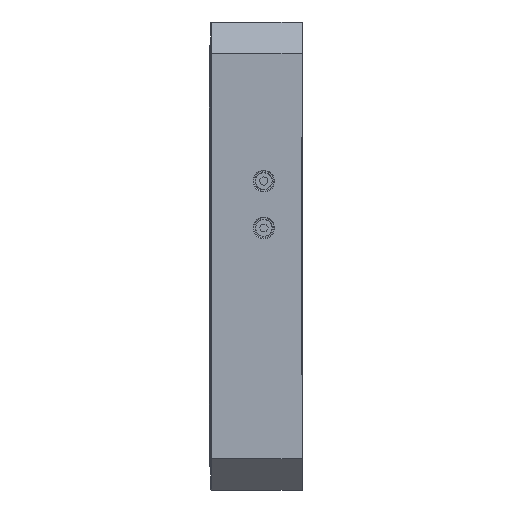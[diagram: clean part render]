
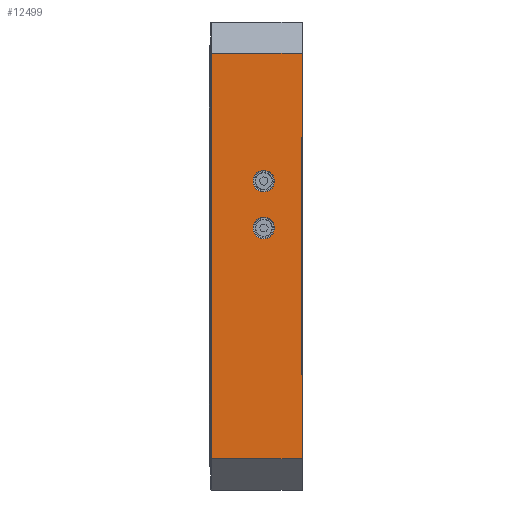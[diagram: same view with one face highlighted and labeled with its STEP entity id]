
A CAD part, left-side view. The second image highlights one B-rep face of the part: STEP entity #12499.
In plain terms, the highlighted planar face has unit normal (-1, 0, 0).
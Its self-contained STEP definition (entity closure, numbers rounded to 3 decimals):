
#291 = CARTESIAN_POINT ( 'NONE',  ( -75., 0.2, -75. ) ) ;
#519 = EDGE_CURVE ( 'NONE', #4110, #15653, #2837, .T. ) ;
#641 = VERTEX_POINT ( 'NONE', #12142 ) ;
#922 = DIRECTION ( 'NONE',  ( 0., 0., 1. ) ) ;
#954 = CARTESIAN_POINT ( 'NONE',  ( -75., 0.2, 65. ) ) ;
#1048 = LINE ( 'NONE', #12941, #16787 ) ;
#1094 = VECTOR ( 'NONE', #10467, 1000. ) ;
#1272 = LINE ( 'NONE', #7905, #8884 ) ;
#1286 = CARTESIAN_POINT ( 'NONE',  ( -75., 12.5, 9. ) ) ;
#1578 = CARTESIAN_POINT ( 'NONE',  ( -75., 29.3, 65. ) ) ;
#1740 = ORIENTED_EDGE ( 'NONE', *, *, #15864, .T. ) ;
#1850 = CARTESIAN_POINT ( 'NONE',  ( -75., 12.5, 24. ) ) ;
#2130 = CARTESIAN_POINT ( 'NONE',  ( -75., 0.45, -75. ) ) ;
#2217 = LINE ( 'NONE', #2130, #11615 ) ;
#2488 = EDGE_CURVE ( 'NONE', #10506, #16968, #10554, .T. ) ;
#2516 = VERTEX_POINT ( 'NONE', #3742 ) ;
#2584 = CIRCLE ( 'NONE', #11379, 3.45 ) ;
#2713 = CARTESIAN_POINT ( 'NONE',  ( -75., 12.5, 9. ) ) ;
#2736 = CIRCLE ( 'NONE', #10719, 3.45 ) ;
#2837 = LINE ( 'NONE', #5500, #12736 ) ;
#2903 = ORIENTED_EDGE ( 'NONE', *, *, #14169, .T. ) ;
#3201 = DIRECTION ( 'NONE',  ( 0., 0., -1. ) ) ;
#3337 = EDGE_CURVE ( 'NONE', #10175, #3755, #12513, .T. ) ;
#3742 = CARTESIAN_POINT ( 'NONE',  ( -75., 12.5, 20.55 ) ) ;
#3755 = VERTEX_POINT ( 'NONE', #10689 ) ;
#3758 = ORIENTED_EDGE ( 'NONE', *, *, #11278, .T. ) ;
#3918 = FACE_BOUND ( 'NONE', #7130, .T. ) ;
#4035 = DIRECTION ( 'NONE',  ( 1., 0., 0. ) ) ;
#4110 = VERTEX_POINT ( 'NONE', #9384 ) ;
#5039 = DIRECTION ( 'NONE',  ( 1., 0., 0. ) ) ;
#5122 = FACE_OUTER_BOUND ( 'NONE', #10695, .T. ) ;
#5352 = ORIENTED_EDGE ( 'NONE', *, *, #6778, .T. ) ;
#5500 = CARTESIAN_POINT ( 'NONE',  ( -75., 0.2, -75. ) ) ;
#5776 = EDGE_CURVE ( 'NONE', #10326, #10506, #2217, .T. ) ;
#5782 = CARTESIAN_POINT ( 'NONE',  ( -75., 0.45, -38.13 ) ) ;
#6244 = CARTESIAN_POINT ( 'NONE',  ( -75., 0.2, -38.13 ) ) ;
#6332 = FACE_BOUND ( 'NONE', #14643, .T. ) ;
#6778 = EDGE_CURVE ( 'NONE', #8795, #641, #16080, .T. ) ;
#7104 = LINE ( 'NONE', #291, #8423 ) ;
#7130 = EDGE_LOOP ( 'NONE', ( #3758, #2903 ) ) ;
#7344 = EDGE_CURVE ( 'NONE', #14801, #10175, #15093, .T. ) ;
#7539 = CARTESIAN_POINT ( 'NONE',  ( -75., 29.5, -75. ) ) ;
#7608 = ORIENTED_EDGE ( 'NONE', *, *, #519, .T. ) ;
#7905 = CARTESIAN_POINT ( 'NONE',  ( -75., 29.5, -65. ) ) ;
#8423 = VECTOR ( 'NONE', #8471, 1000. ) ;
#8471 = DIRECTION ( 'NONE',  ( 0., 0., 1. ) ) ;
#8632 = CARTESIAN_POINT ( 'NONE',  ( -75., 29.3, -65. ) ) ;
#8640 = DIRECTION ( 'NONE',  ( 0., 1., 0. ) ) ;
#8795 = VERTEX_POINT ( 'NONE', #16720 ) ;
#8884 = VECTOR ( 'NONE', #16000, 1000. ) ;
#8937 = ORIENTED_EDGE ( 'NONE', *, *, #2488, .T. ) ;
#9071 = CIRCLE ( 'NONE', #10177, 3.45 ) ;
#9176 = DIRECTION ( 'NONE',  ( 0., 0., -1. ) ) ;
#9298 = DIRECTION ( 'NONE',  ( 0., 0., -1. ) ) ;
#9384 = CARTESIAN_POINT ( 'NONE',  ( -75., 0.2, -65. ) ) ;
#9935 = VECTOR ( 'NONE', #3201, 1000. ) ;
#10175 = VERTEX_POINT ( 'NONE', #1578 ) ;
#10177 = AXIS2_PLACEMENT_3D ( 'NONE', #2713, #11679, #12023 ) ;
#10198 = VERTEX_POINT ( 'NONE', #12581 ) ;
#10297 = DIRECTION ( 'NONE',  ( 1., 0., 0. ) ) ;
#10323 = ORIENTED_EDGE ( 'NONE', *, *, #12952, .T. ) ;
#10326 = VERTEX_POINT ( 'NONE', #5782 ) ;
#10380 = CARTESIAN_POINT ( 'NONE',  ( -75., 0.2, 38.13 ) ) ;
#10467 = DIRECTION ( 'NONE',  ( 0., -1., 0. ) ) ;
#10506 = VERTEX_POINT ( 'NONE', #10682 ) ;
#10554 = LINE ( 'NONE', #14161, #1094 ) ;
#10565 = ORIENTED_EDGE ( 'NONE', *, *, #10989, .T. ) ;
#10682 = CARTESIAN_POINT ( 'NONE',  ( -75., 0.45, 38.13 ) ) ;
#10689 = CARTESIAN_POINT ( 'NONE',  ( -75., 29.3, -65. ) ) ;
#10695 = EDGE_LOOP ( 'NONE', ( #10565, #7608, #10323, #14750, #8937, #1740, #11362, #16154 ) ) ;
#10719 = AXIS2_PLACEMENT_3D ( 'NONE', #1850, #15192, #15102 ) ;
#10989 = EDGE_CURVE ( 'NONE', #3755, #4110, #1272, .T. ) ;
#11278 = EDGE_CURVE ( 'NONE', #10198, #2516, #2584, .T. ) ;
#11362 = ORIENTED_EDGE ( 'NONE', *, *, #7344, .T. ) ;
#11379 = AXIS2_PLACEMENT_3D ( 'NONE', #16742, #5039, #13048 ) ;
#11615 = VECTOR ( 'NONE', #922, 1000. ) ;
#11679 = DIRECTION ( 'NONE',  ( 1., 0., 0. ) ) ;
#11846 = PLANE ( 'NONE',  #15408 ) ;
#12023 = DIRECTION ( 'NONE',  ( 0., 0., -1. ) ) ;
#12142 = CARTESIAN_POINT ( 'NONE',  ( -75., 12.5, 12.45 ) ) ;
#12499 = ADVANCED_FACE ( 'NONE', ( #3918, #6332, #5122 ), #11846, .F. ) ;
#12513 = LINE ( 'NONE', #8632, #9935 ) ;
#12581 = CARTESIAN_POINT ( 'NONE',  ( -75., 12.5, 27.45 ) ) ;
#12736 = VECTOR ( 'NONE', #13518, 1000. ) ;
#12941 = CARTESIAN_POINT ( 'NONE',  ( -75., 29.5, -38.13 ) ) ;
#12952 = EDGE_CURVE ( 'NONE', #15653, #10326, #1048, .T. ) ;
#13048 = DIRECTION ( 'NONE',  ( 0., 0., -1. ) ) ;
#13095 = ORIENTED_EDGE ( 'NONE', *, *, #16924, .T. ) ;
#13518 = DIRECTION ( 'NONE',  ( 0., 0., 1. ) ) ;
#14161 = CARTESIAN_POINT ( 'NONE',  ( -75., 29.5, 38.13 ) ) ;
#14169 = EDGE_CURVE ( 'NONE', #2516, #10198, #2736, .T. ) ;
#14643 = EDGE_LOOP ( 'NONE', ( #13095, #5352 ) ) ;
#14750 = ORIENTED_EDGE ( 'NONE', *, *, #5776, .T. ) ;
#14801 = VERTEX_POINT ( 'NONE', #954 ) ;
#15093 = LINE ( 'NONE', #16221, #15333 ) ;
#15102 = DIRECTION ( 'NONE',  ( 0., 0., -1. ) ) ;
#15192 = DIRECTION ( 'NONE',  ( 1., 0., 0. ) ) ;
#15333 = VECTOR ( 'NONE', #8640, 1000. ) ;
#15408 = AXIS2_PLACEMENT_3D ( 'NONE', #7539, #10297, #9176 ) ;
#15653 = VERTEX_POINT ( 'NONE', #6244 ) ;
#15794 = AXIS2_PLACEMENT_3D ( 'NONE', #1286, #4035, #9298 ) ;
#15864 = EDGE_CURVE ( 'NONE', #16968, #14801, #7104, .T. ) ;
#16000 = DIRECTION ( 'NONE',  ( 0., -1., 0. ) ) ;
#16080 = CIRCLE ( 'NONE', #15794, 3.45 ) ;
#16154 = ORIENTED_EDGE ( 'NONE', *, *, #3337, .T. ) ;
#16221 = CARTESIAN_POINT ( 'NONE',  ( -75., 29.5, 65. ) ) ;
#16720 = CARTESIAN_POINT ( 'NONE',  ( -75., 12.5, 5.55 ) ) ;
#16742 = CARTESIAN_POINT ( 'NONE',  ( -75., 12.5, 24. ) ) ;
#16787 = VECTOR ( 'NONE', #16807, 1000. ) ;
#16807 = DIRECTION ( 'NONE',  ( 0., 1., 0. ) ) ;
#16924 = EDGE_CURVE ( 'NONE', #641, #8795, #9071, .T. ) ;
#16968 = VERTEX_POINT ( 'NONE', #10380 ) ;
